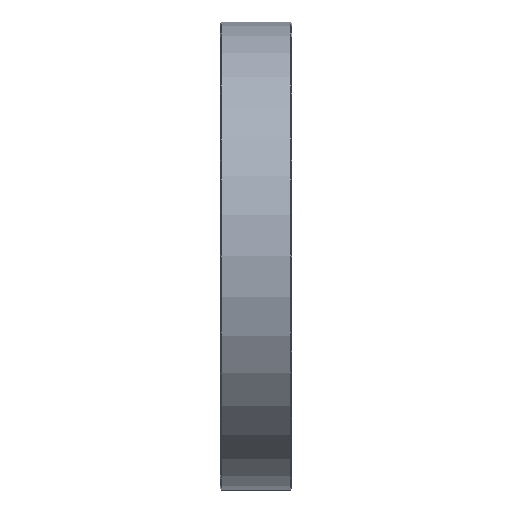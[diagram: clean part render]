
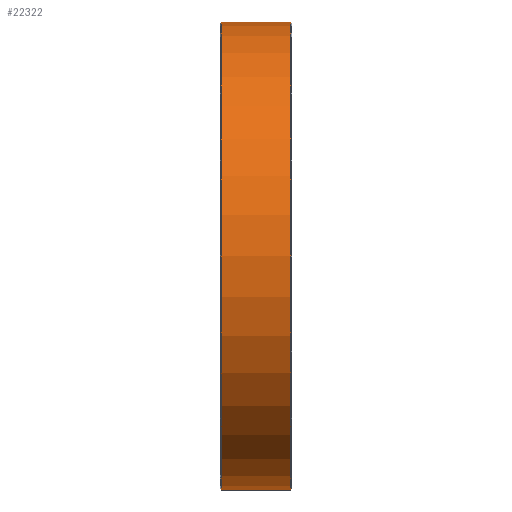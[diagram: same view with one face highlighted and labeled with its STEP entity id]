
A CAD part, left-side view. The second image highlights one B-rep face of the part: STEP entity #22322.
In plain terms, the highlighted cylindrical face has radius 104.75 mm (diameter 209.5 mm), a partial arc.
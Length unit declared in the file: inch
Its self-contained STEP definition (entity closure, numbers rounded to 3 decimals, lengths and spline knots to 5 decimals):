
#1113 = CARTESIAN_POINT ( 'NONE',  ( 0., 1.24016, 4.12402 ) ) ;
#1114 = CARTESIAN_POINT ( 'NONE',  ( 0., 1.24016, -4.12402 ) ) ;
#1116 = CARTESIAN_POINT ( 'NONE',  ( 0., 0.01969, -4.12402 ) ) ;
#1118 = CARTESIAN_POINT ( 'NONE',  ( 0., 0.01969, 4.12402 ) ) ;
#3243 = CIRCLE ( 'NONE', #21870, 4.12402 ) ;
#3244 = CIRCLE ( 'NONE', #21871, 4.12402 ) ;
#3990 = VERTEX_POINT ( 'NONE', #1113 ) ;
#3991 = VERTEX_POINT ( 'NONE', #1114 ) ;
#3993 = VERTEX_POINT ( 'NONE', #1116 ) ;
#3995 = VERTEX_POINT ( 'NONE', #1118 ) ;
#11272 = CARTESIAN_POINT ( 'NONE',  ( 0., 0.01969, 0. ) ) ;
#11273 = DIRECTION ( 'NONE',  ( 0., 1., 0. ) ) ;
#11274 = DIRECTION ( 'NONE',  ( 0., 0., 1. ) ) ;
#11277 = CARTESIAN_POINT ( 'NONE',  ( 0., 1.24016, 0. ) ) ;
#11278 = DIRECTION ( 'NONE',  ( 0., -1., 0. ) ) ;
#11279 = DIRECTION ( 'NONE',  ( 0., 0., -1. ) ) ;
#14082 = LINE ( 'NONE', #21503, #14084 ) ;
#14084 = VECTOR ( 'NONE', #21499, 39.37008 ) ;
#14203 = VECTOR ( 'NONE', #32294, 39.37008 ) ;
#14206 = LINE ( 'NONE', #32282, #14203 ) ;
#17781 = DIRECTION ( 'NONE',  ( 0., 0., -1. ) ) ;
#17783 = DIRECTION ( 'NONE',  ( 0., -1., 0. ) ) ;
#17785 = CARTESIAN_POINT ( 'NONE',  ( 0., 0., 0. ) ) ;
#21499 = DIRECTION ( 'NONE',  ( 0., -1., 0. ) ) ;
#21503 = CARTESIAN_POINT ( 'NONE',  ( 0., 0., -4.12402 ) ) ;
#21870 = AXIS2_PLACEMENT_3D ( 'NONE', #11272, #11273, #11274 ) ;
#21871 = AXIS2_PLACEMENT_3D ( 'NONE', #11277, #11278, #11279 ) ;
#22322 = ADVANCED_FACE ( 'NONE', ( #24481 ), #24486, .T. ) ;
#24186 = AXIS2_PLACEMENT_3D ( 'NONE', #17785, #17783, #17781 ) ;
#24481 = FACE_OUTER_BOUND ( 'NONE', #28600, .T. ) ;
#24486 = CYLINDRICAL_SURFACE ( 'NONE', #24186, 4.12402 ) ;
#25911 = EDGE_CURVE ( 'NONE', #3991, #3993, #14082, .T. ) ;
#25947 = ORIENTED_EDGE ( 'NONE', *, *, #28178, .T. ) ;
#25949 = ORIENTED_EDGE ( 'NONE', *, *, #25911, .T. ) ;
#25951 = ORIENTED_EDGE ( 'NONE', *, *, #28181, .T. ) ;
#25953 = ORIENTED_EDGE ( 'NONE', *, *, #26076, .F. ) ;
#26076 = EDGE_CURVE ( 'NONE', #3990, #3995, #14206, .T. ) ;
#28178 = EDGE_CURVE ( 'NONE', #3993, #3995, #3243, .T. ) ;
#28181 = EDGE_CURVE ( 'NONE', #3990, #3991, #3244, .T. ) ;
#28600 = EDGE_LOOP ( 'NONE', ( #25953, #25951, #25949, #25947 ) ) ;
#32282 = CARTESIAN_POINT ( 'NONE',  ( 0., 0., 4.12402 ) ) ;
#32294 = DIRECTION ( 'NONE',  ( 0., -1., 0. ) ) ;
